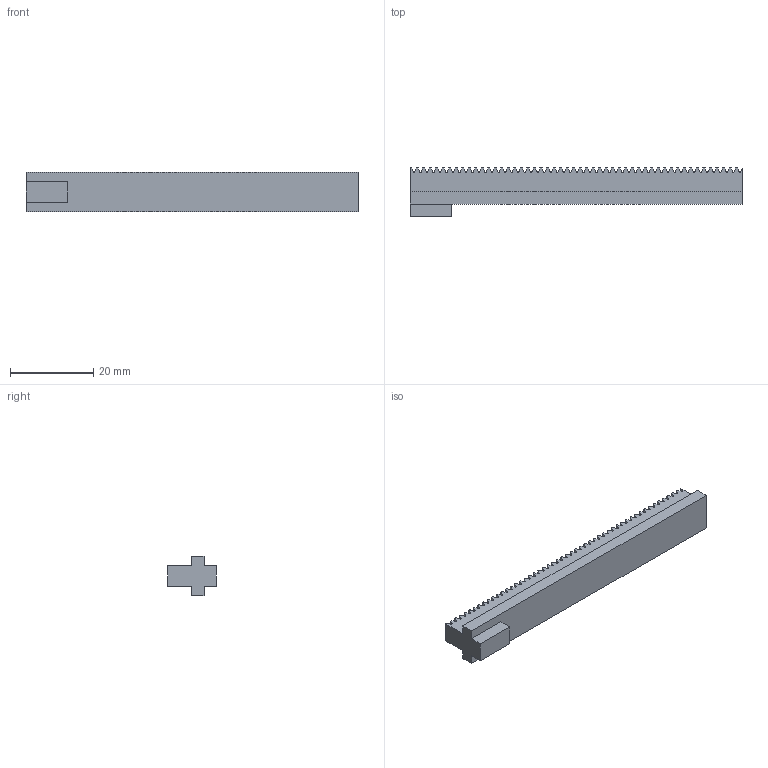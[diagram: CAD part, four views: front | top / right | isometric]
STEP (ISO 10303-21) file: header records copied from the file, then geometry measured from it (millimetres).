
FILE_DESCRIPTION (( 'STEP AP214' ), '1' );
FILE_NAME ('rack_80mm.STEP', '2025-08-01T06:59:59', ( '' ), ( '' ), 'SwSTEP 2.0', 'SolidWorks 2023', '' );
FILE_SCHEMA (( 'AUTOMOTIVE_DESIGN' ));
Length unit declared in the file: millimetre
Products named in the file (1): rack_80mm
Bounding box: 80 x 11.8 x 9.6 mm (x, y, z)
Volume: 4561.8 mm3; surface area: 3434.7 mm2
Topology: 1 solids, 1 shells, 421 faces, 1257 edges, 838 vertices
Faces by surface type: plane 217, cylinder 204
Entity records: 14282 total; most frequent: CARTESIAN_POINT 2517, ORIENTED_EDGE 2514, DIRECTION 2509, EDGE_CURVE 1257, LINE 849, VECTOR 849, VERTEX_POINT 838, AXIS2_PLACEMENT_3D 830
